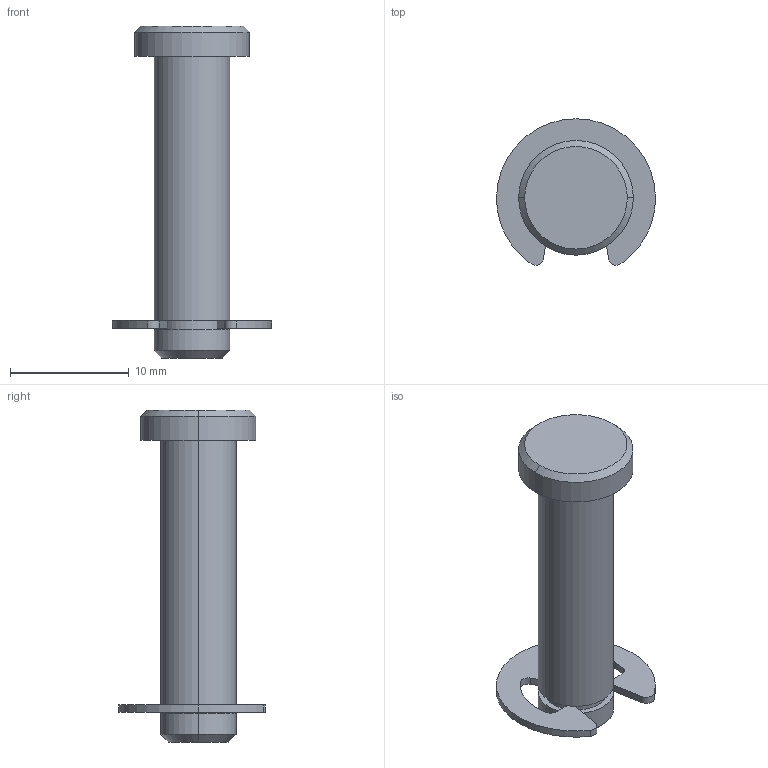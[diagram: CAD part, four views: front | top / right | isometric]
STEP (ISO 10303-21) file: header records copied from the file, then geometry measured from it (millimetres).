
FILE_DESCRIPTION (( 'STEP AP203' ), '1' );
FILE_NAME ('92735A230.step', '2012-11-06T16:50:49', ( 'Admin' ), ( 'Microsoft' ), 'SwSTEP 2.0', 'SolidWorks 2012', '' );
FILE_SCHEMA (( 'CONFIG_CONTROL_DESIGN' ));
Length unit declared in the file: inch
Products named in the file (1): 92735A230
Bounding box: 13.39 x 12.33 x 27.94 mm (x, y, z)
Volume: 1023.5 mm3; surface area: 921.6 mm2
Topology: 2 solids, 2 shells, 38 faces, 89 edges, 58 vertices
Faces by surface type: cylinder 20, plane 14, cone 4
Entity records: 1182 total; most frequent: DIRECTION 211, CARTESIAN_POINT 186, ORIENTED_EDGE 178, EDGE_CURVE 89, AXIS2_PLACEMENT_3D 83, VERTEX_POINT 58, LINE 45, VECTOR 45
